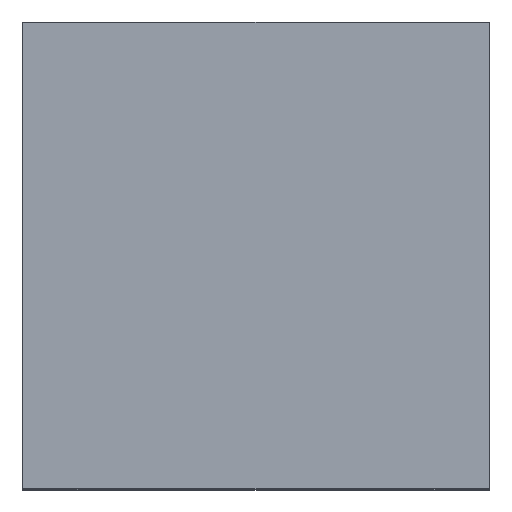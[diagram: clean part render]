
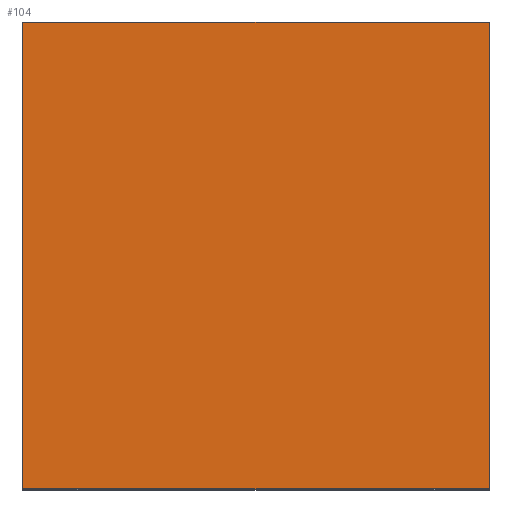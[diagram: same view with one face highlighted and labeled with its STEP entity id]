
A CAD part, top view. The second image highlights one B-rep face of the part: STEP entity #104.
In plain terms, the highlighted planar face has unit normal (0, 0, 1).
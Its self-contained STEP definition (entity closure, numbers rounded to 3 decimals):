
#104=ADVANCED_FACE('',(#203),#204,.F.);
#203=FACE_OUTER_BOUND('',#294,.T.);
#204=PLANE('',#295);
#294=EDGE_LOOP('',(#540,#541,#542,#543));
#295=AXIS2_PLACEMENT_3D('',#544,#545,#546);
#540=ORIENTED_EDGE('',*,*,#624,.T.);
#541=ORIENTED_EDGE('',*,*,#644,.T.);
#542=ORIENTED_EDGE('',*,*,#637,.F.);
#543=ORIENTED_EDGE('',*,*,#652,.F.);
#544=CARTESIAN_POINT('',(-12.5,0.0,68.0));
#545=DIRECTION('',(0.0,0.0,-1.0));
#546=DIRECTION('',(-1.0,0.0,0.0));
#624=EDGE_CURVE('',#758,#756,#759,.T.);
#637=EDGE_CURVE('',#776,#778,#779,.T.);
#644=EDGE_CURVE('',#756,#778,#788,.T.);
#652=EDGE_CURVE('',#758,#776,#796,.T.);
#756=VERTEX_POINT('',#936);
#758=VERTEX_POINT('',#939);
#759=LINE('',#940,#941);
#776=VERTEX_POINT('',#965);
#778=VERTEX_POINT('',#968);
#779=LINE('',#969,#970);
#788=LINE('',#983,#984);
#796=LINE('',#995,#996);
#936=CARTESIAN_POINT('',(20.0,-20.0,68.0));
#939=CARTESIAN_POINT('',(-20.0,-20.0,68.0));
#940=CARTESIAN_POINT('',(-20.0,-20.0,68.0));
#941=VECTOR('',#1079,40.0);
#965=CARTESIAN_POINT('',(-20.0,20.0,68.0));
#968=CARTESIAN_POINT('',(20.0,20.0,68.0));
#969=CARTESIAN_POINT('',(-20.0,20.0,68.0));
#970=VECTOR('',#1091,40.0);
#983=CARTESIAN_POINT('',(20.0,-20.0,68.0));
#984=VECTOR('',#1099,40.0);
#995=CARTESIAN_POINT('',(-20.0,-20.0,68.0));
#996=VECTOR('',#1103,40.0);
#1079=DIRECTION('',(1.0,0.0,0.0));
#1091=DIRECTION('',(1.0,0.0,0.0));
#1099=DIRECTION('',(0.0,1.0,0.0));
#1103=DIRECTION('',(0.0,1.0,0.0));
